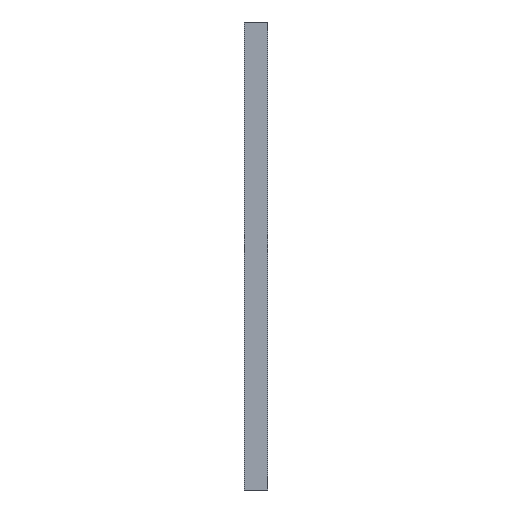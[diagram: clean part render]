
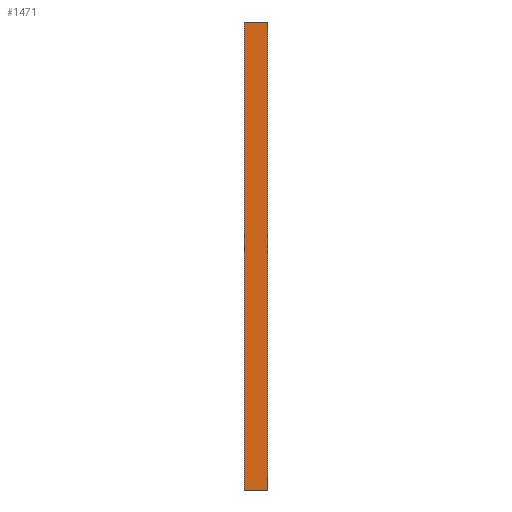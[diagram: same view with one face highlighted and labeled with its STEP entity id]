
A CAD part, left-side view. The second image highlights one B-rep face of the part: STEP entity #1471.
In plain terms, the highlighted planar face has unit normal (-1, 0, 0).
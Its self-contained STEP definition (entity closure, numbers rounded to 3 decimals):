
#177=FACE_OUTER_BOUND('',#266,.T.);
#266=EDGE_LOOP('',(#1237,#1238,#1239,#1240));
#319=LINE('',#2078,#477);
#367=LINE('',#2213,#525);
#391=LINE('',#2274,#549);
#426=LINE('',#2372,#584);
#477=VECTOR('',#1667,10.);
#525=VECTOR('',#1771,10.);
#549=VECTOR('',#1841,10.);
#584=VECTOR('',#1956,10.);
#639=VERTEX_POINT('',#2075);
#640=VERTEX_POINT('',#2077);
#699=VERTEX_POINT('',#2212);
#713=VERTEX_POINT('',#2272);
#778=EDGE_CURVE('',#640,#639,#319,.T.);
#846=EDGE_CURVE('',#640,#699,#367,.T.);
#877=EDGE_CURVE('',#639,#713,#391,.T.);
#926=EDGE_CURVE('',#713,#699,#426,.T.);
#1237=ORIENTED_EDGE('',*,*,#926,.T.);
#1238=ORIENTED_EDGE('',*,*,#846,.F.);
#1239=ORIENTED_EDGE('',*,*,#778,.T.);
#1240=ORIENTED_EDGE('',*,*,#877,.T.);
#1399=PLANE('',#1605);
#1471=ADVANCED_FACE('',(#177),#1399,.T.);
#1605=AXIS2_PLACEMENT_3D('',#2371,#1954,#1955);
#1667=DIRECTION('',(0.,0.,1.));
#1771=DIRECTION('',(0.,1.,0.));
#1841=DIRECTION('',(0.,1.,0.));
#1954=DIRECTION('center_axis',(-1.,0.,0.));
#1955=DIRECTION('ref_axis',(0.,0.,1.));
#1956=DIRECTION('',(0.,0.,-1.));
#2075=CARTESIAN_POINT('',(-8.,0.,63.68));
#2077=CARTESIAN_POINT('',(-8.,0.,0.32));
#2078=CARTESIAN_POINT('',(-8.,0.,0.32));
#2212=CARTESIAN_POINT('',(-8.,3.18,0.32));
#2213=CARTESIAN_POINT('',(-8.,0.,0.32));
#2272=CARTESIAN_POINT('',(-8.,3.18,63.68));
#2274=CARTESIAN_POINT('',(-8.,0.,63.68));
#2371=CARTESIAN_POINT('Origin',(-8.,0.,0.32));
#2372=CARTESIAN_POINT('',(-8.,3.18,24.054));
